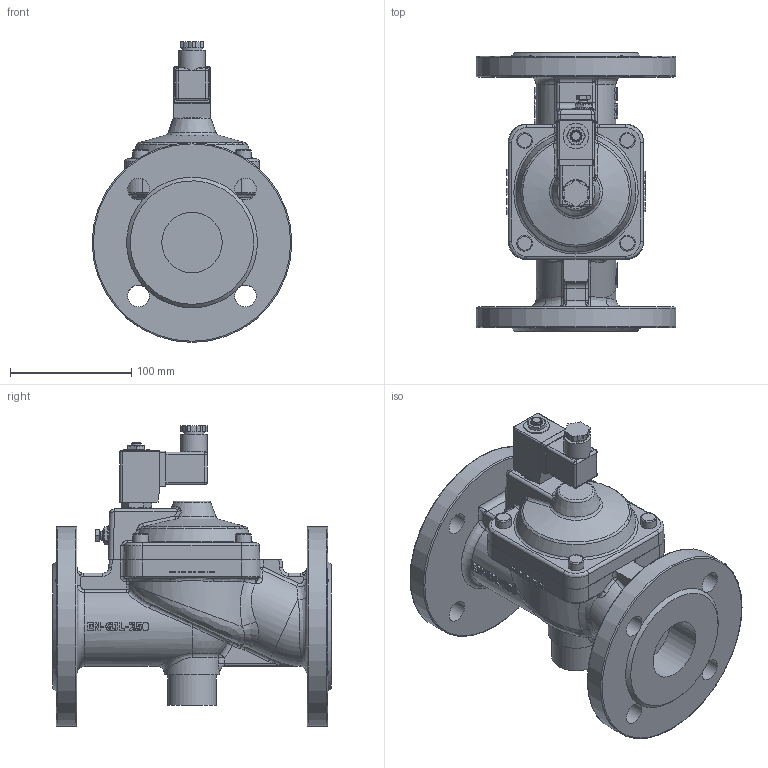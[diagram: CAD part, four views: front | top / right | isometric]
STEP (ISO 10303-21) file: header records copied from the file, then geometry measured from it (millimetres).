
FILE_DESCRIPTION(/* description */ ('3D-Modell'),/* implementation_level */ '2;1');
FILE_NAME(/* name */ '054.000007_A5406-0401-.032.stp',/* time_stamp */ '2019-06-11T08:29:41+02:00',/* author */ ('ASprott'),/* organization */ (''),/* preprocessor_version */ 'ST-DEVELOPER v16.1',/* originating_system */ 'Autodesk Inventor 2016',/* authorisation */ '');
FILE_SCHEMA (('AUTOMOTIVE_DESIGN { 1 0 10303 214 3 1 1 }'));
Products named in the file (1): 88-004226
Bounding box: 165 x 230 x 248.5 mm (x, y, z)
Volume: 2134248.6 mm3; surface area: 203857.8 mm2
Topology: 1 solids, 1 shells, 839 faces, 2155 edges, 1348 vertices
Faces by surface type: plane 336, bspline 244, cylinder 147, cone 50, torus 48, sphere 14
Full cylindrical faces by diameter (mm): 6.4 x1, 6.647 x4, 8 x2, 10 x1, 13 x4, 16 x1, 17 x2, 18 x8, 21 x1, 21.9 x1, 22 x1, 40 x1, 46 x1, 50 x2, 165 x2
Entity records: 64768 total; most frequent: CARTESIAN_POINT 45767, ORIENTED_EDGE 4104, DIRECTION 3090, EDGE_CURVE 2052, VERTEX_POINT 1320, AXIS2_PLACEMENT_3D 1117, EDGE_LOOP 960, LINE 856
